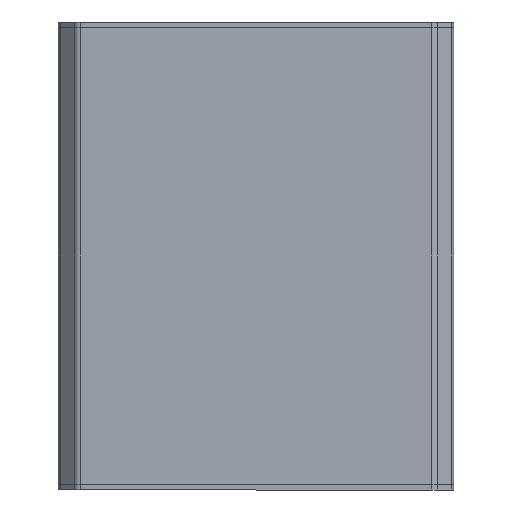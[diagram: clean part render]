
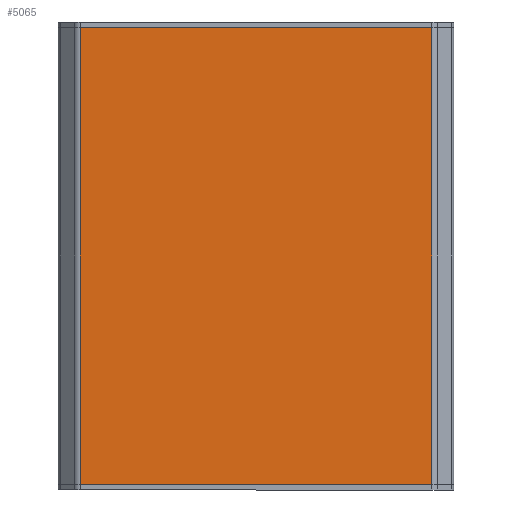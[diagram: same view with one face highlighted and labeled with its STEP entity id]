
A CAD part, front view. The second image highlights one B-rep face of the part: STEP entity #5065.
In plain terms, the highlighted planar face has unit normal (0, -1, 0).
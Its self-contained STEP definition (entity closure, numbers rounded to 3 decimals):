
#451 = AXIS2_PLACEMENT_3D ( 'NONE', #2187, #950, #3886 ) ;
#469 = VECTOR ( 'NONE', #1021, 1000. ) ;
#637 = EDGE_CURVE ( 'NONE', #3477, #1803, #3043, .T. ) ;
#674 = DIRECTION ( 'NONE',  ( 0., 0., -1. ) ) ;
#909 = ORIENTED_EDGE ( 'NONE', *, *, #637, .F. ) ;
#950 = DIRECTION ( 'NONE',  ( 0., 1., 0. ) ) ;
#952 = VERTEX_POINT ( 'NONE', #4652 ) ;
#1021 = DIRECTION ( 'NONE',  ( 0., 0., -1. ) ) ;
#1435 = PLANE ( 'NONE',  #451 ) ;
#1631 = LINE ( 'NONE', #7697, #469 ) ;
#1636 = EDGE_CURVE ( 'NONE', #952, #7500, #4433, .T. ) ;
#1803 = VERTEX_POINT ( 'NONE', #6968 ) ;
#1939 = DIRECTION ( 'NONE',  ( 1., 0., 0. ) ) ;
#1980 = CARTESIAN_POINT ( 'NONE',  ( 46.172, 0., -60. ) ) ;
#2187 = CARTESIAN_POINT ( 'NONE',  ( 46.172, 0., 60. ) ) ;
#2363 = DIRECTION ( 'NONE',  ( 1., 0., 0. ) ) ;
#2483 = VECTOR ( 'NONE', #2363, 1000. ) ;
#2903 = VECTOR ( 'NONE', #674, 1000. ) ;
#3043 = LINE ( 'NONE', #3610, #2483 ) ;
#3199 = CARTESIAN_POINT ( 'NONE',  ( -46.172, 0., 60. ) ) ;
#3414 = CARTESIAN_POINT ( 'NONE',  ( -46.172, 0., 60. ) ) ;
#3477 = VERTEX_POINT ( 'NONE', #3414 ) ;
#3610 = CARTESIAN_POINT ( 'NONE',  ( 46.172, 0., 60. ) ) ;
#3886 = DIRECTION ( 'NONE',  ( -1., 0., 0. ) ) ;
#4115 = VECTOR ( 'NONE', #1939, 1000. ) ;
#4433 = LINE ( 'NONE', #1980, #4115 ) ;
#4652 = CARTESIAN_POINT ( 'NONE',  ( -46.172, 0., -60. ) ) ;
#4979 = LINE ( 'NONE', #3199, #2903 ) ;
#5065 = ADVANCED_FACE ( 'NONE', ( #5819 ), #1435, .F. ) ;
#5649 = EDGE_LOOP ( 'NONE', ( #7561, #7436, #909, #7071 ) ) ;
#5819 = FACE_OUTER_BOUND ( 'NONE', #5649, .T. ) ;
#5979 = CARTESIAN_POINT ( 'NONE',  ( 46.172, 0., -60. ) ) ;
#6142 = EDGE_CURVE ( 'NONE', #3477, #952, #4979, .T. ) ;
#6968 = CARTESIAN_POINT ( 'NONE',  ( 46.172, 0., 60. ) ) ;
#7071 = ORIENTED_EDGE ( 'NONE', *, *, #6142, .T. ) ;
#7436 = ORIENTED_EDGE ( 'NONE', *, *, #7956, .F. ) ;
#7500 = VERTEX_POINT ( 'NONE', #5979 ) ;
#7561 = ORIENTED_EDGE ( 'NONE', *, *, #1636, .T. ) ;
#7697 = CARTESIAN_POINT ( 'NONE',  ( 46.172, 0., 60. ) ) ;
#7956 = EDGE_CURVE ( 'NONE', #1803, #7500, #1631, .T. ) ;
